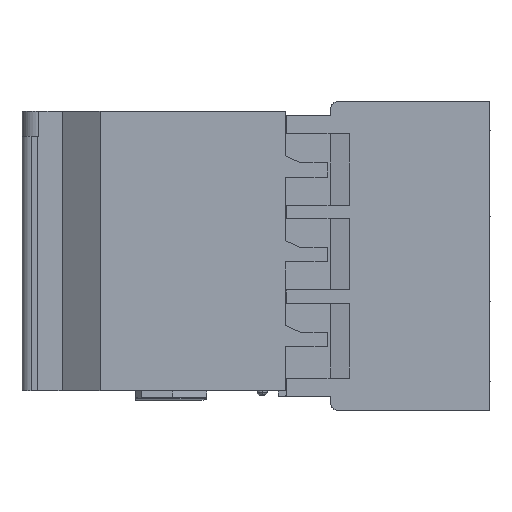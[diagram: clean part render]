
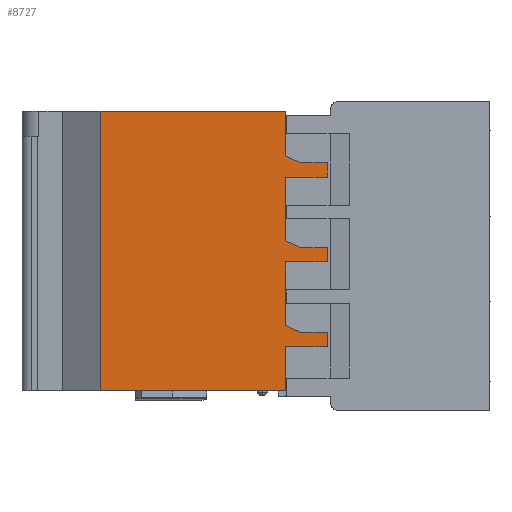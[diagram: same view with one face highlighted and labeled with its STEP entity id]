
A CAD part, front view. The second image highlights one B-rep face of the part: STEP entity #8727.
In plain terms, the highlighted planar face has unit normal (0, -1, 0).
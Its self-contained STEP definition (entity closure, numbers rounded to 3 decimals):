
#8727=ADVANCED_FACE('',(#10606),#9787,.T.);
#9787=PLANE('',#28584);
#10606=FACE_OUTER_BOUND('',#11656,.T.);
#11656=EDGE_LOOP('',(#13492,#13493,#13494,#13495,#13496,#13497,#13498,#13499,
#13500,#13501,#13502,#13503,#13504,#13505,#13506,#13507,#13508,#13509,#13510));
#13492=ORIENTED_EDGE('',*,*,#21023,.F.);
#13493=ORIENTED_EDGE('',*,*,#21024,.F.);
#13494=ORIENTED_EDGE('',*,*,#21025,.F.);
#13495=ORIENTED_EDGE('',*,*,#20958,.F.);
#13496=ORIENTED_EDGE('',*,*,#20955,.F.);
#13497=ORIENTED_EDGE('',*,*,#21026,.F.);
#13498=ORIENTED_EDGE('',*,*,#21027,.F.);
#13499=ORIENTED_EDGE('',*,*,#21028,.F.);
#13500=ORIENTED_EDGE('',*,*,#21029,.T.);
#13501=ORIENTED_EDGE('',*,*,#21030,.F.);
#13502=ORIENTED_EDGE('',*,*,#21031,.F.);
#13503=ORIENTED_EDGE('',*,*,#21032,.F.);
#13504=ORIENTED_EDGE('',*,*,#20942,.F.);
#13505=ORIENTED_EDGE('',*,*,#20941,.F.);
#13506=ORIENTED_EDGE('',*,*,#21033,.F.);
#13507=ORIENTED_EDGE('',*,*,#21034,.F.);
#13508=ORIENTED_EDGE('',*,*,#21035,.F.);
#13509=ORIENTED_EDGE('',*,*,#20951,.F.);
#13510=ORIENTED_EDGE('',*,*,#20948,.F.);
#18849=VERTEX_POINT('',#36090);
#18851=VERTEX_POINT('',#36094);
#18852=VERTEX_POINT('',#36098);
#18855=VERTEX_POINT('',#36105);
#18857=VERTEX_POINT('',#36109);
#18858=VERTEX_POINT('',#36113);
#18861=VERTEX_POINT('',#36120);
#18863=VERTEX_POINT('',#36124);
#18864=VERTEX_POINT('',#36128);
#18901=VERTEX_POINT('',#36257);
#18902=VERTEX_POINT('',#36259);
#18903=VERTEX_POINT('',#36262);
#18904=VERTEX_POINT('',#36264);
#18905=VERTEX_POINT('',#36266);
#18906=VERTEX_POINT('',#36268);
#18907=VERTEX_POINT('',#36270);
#18908=VERTEX_POINT('',#36272);
#18909=VERTEX_POINT('',#36275);
#18910=VERTEX_POINT('',#36277);
#20941=EDGE_CURVE('',#18851,#18849,#23884,.T.);
#20942=EDGE_CURVE('',#18849,#18852,#23885,.T.);
#20948=EDGE_CURVE('',#18857,#18855,#23891,.T.);
#20951=EDGE_CURVE('',#18855,#18858,#23894,.T.);
#20955=EDGE_CURVE('',#18863,#18861,#23898,.T.);
#20958=EDGE_CURVE('',#18861,#18864,#23901,.T.);
#21023=EDGE_CURVE('',#18901,#18857,#23965,.T.);
#21024=EDGE_CURVE('',#18902,#18901,#23966,.T.);
#21025=EDGE_CURVE('',#18864,#18902,#23967,.T.);
#21026=EDGE_CURVE('',#18903,#18863,#23968,.T.);
#21027=EDGE_CURVE('',#18904,#18903,#23969,.T.);
#21028=EDGE_CURVE('',#18905,#18904,#23970,.T.);
#21029=EDGE_CURVE('',#18905,#18906,#23971,.T.);
#21030=EDGE_CURVE('',#18907,#18906,#23972,.T.);
#21031=EDGE_CURVE('',#18908,#18907,#23973,.T.);
#21032=EDGE_CURVE('',#18852,#18908,#23974,.T.);
#21033=EDGE_CURVE('',#18909,#18851,#23975,.T.);
#21034=EDGE_CURVE('',#18910,#18909,#23976,.T.);
#21035=EDGE_CURVE('',#18858,#18910,#23977,.T.);
#23884=LINE('',#36095,#26304);
#23885=LINE('',#36097,#26305);
#23891=LINE('',#36110,#26311);
#23894=LINE('',#36116,#26314);
#23898=LINE('',#36125,#26318);
#23901=LINE('',#36131,#26321);
#23965=LINE('',#36256,#26385);
#23966=LINE('',#36258,#26386);
#23967=LINE('',#36260,#26387);
#23968=LINE('',#36261,#26388);
#23969=LINE('',#36263,#26389);
#23970=LINE('',#36265,#26390);
#23971=LINE('',#36267,#26391);
#23972=LINE('',#36269,#26392);
#23973=LINE('',#36271,#26393);
#23974=LINE('',#36273,#26394);
#23975=LINE('',#36274,#26395);
#23976=LINE('',#36276,#26396);
#23977=LINE('',#36278,#26397);
#26304=VECTOR('',#30501,1.);
#26305=VECTOR('',#30504,1.);
#26311=VECTOR('',#30512,1.);
#26314=VECTOR('',#30517,1.);
#26318=VECTOR('',#30523,1.);
#26321=VECTOR('',#30528,1.);
#26385=VECTOR('',#30644,1.);
#26386=VECTOR('',#30645,1.);
#26387=VECTOR('',#30646,1.);
#26388=VECTOR('',#30647,1.);
#26389=VECTOR('',#30648,1.);
#26390=VECTOR('',#30649,1.);
#26391=VECTOR('',#30650,1.);
#26392=VECTOR('',#30651,1.);
#26393=VECTOR('',#30652,1.);
#26394=VECTOR('',#30653,1.);
#26395=VECTOR('',#30654,1.);
#26396=VECTOR('',#30655,1.);
#26397=VECTOR('',#30656,1.);
#28584=AXIS2_PLACEMENT_3D('',#36279,#30657,#30658);
#30501=DIRECTION('',(1.,0.,0.));
#30504=DIRECTION('',(0.,0.,-1.));
#30512=DIRECTION('',(1.,0.,0.));
#30517=DIRECTION('',(0.,0.,-1.));
#30523=DIRECTION('',(1.,0.,0.));
#30528=DIRECTION('',(0.,0.,-1.));
#30644=DIRECTION('',(0.914,0.,-0.406));
#30645=DIRECTION('',(0.,0.,-1.));
#30646=DIRECTION('',(-1.,0.,0.));
#30647=DIRECTION('',(0.914,0.,-0.406));
#30648=DIRECTION('',(0.,0.,-1.));
#30649=DIRECTION('',(1.,0.,0.));
#30650=DIRECTION('',(0.,0.,-1.));
#30651=DIRECTION('',(-1.,0.,0.));
#30652=DIRECTION('',(0.,0.,-1.));
#30653=DIRECTION('',(-1.,0.,0.));
#30654=DIRECTION('',(0.914,0.,-0.406));
#30655=DIRECTION('',(0.,0.,-1.));
#30656=DIRECTION('',(-1.,0.,0.));
#30657=DIRECTION('',(0.,-1.,0.));
#30658=DIRECTION('',(-1.,0.,0.));
#36090=CARTESIAN_POINT('',(38.182,2.585,-26.55));
#36094=CARTESIAN_POINT('',(36.623,2.585,-26.55));
#36095=CARTESIAN_POINT('',(36.623,2.585,-26.55));
#36097=CARTESIAN_POINT('',(38.182,2.585,-26.55));
#36098=CARTESIAN_POINT('',(38.182,2.585,-27.4));
#36105=CARTESIAN_POINT('',(38.182,2.585,-21.55));
#36109=CARTESIAN_POINT('',(36.623,2.585,-21.55));
#36110=CARTESIAN_POINT('',(36.623,2.585,-21.55));
#36113=CARTESIAN_POINT('',(38.182,2.585,-22.4));
#36116=CARTESIAN_POINT('',(38.182,2.585,-21.55));
#36120=CARTESIAN_POINT('',(38.182,2.585,-16.55));
#36124=CARTESIAN_POINT('',(36.623,2.585,-16.55));
#36125=CARTESIAN_POINT('',(36.623,2.585,-16.55));
#36128=CARTESIAN_POINT('',(38.182,2.585,-17.4));
#36131=CARTESIAN_POINT('',(38.182,2.585,-16.55));
#36256=CARTESIAN_POINT('',(35.722,2.585,-21.149));
#36257=CARTESIAN_POINT('',(35.722,2.585,-21.149));
#36258=CARTESIAN_POINT('',(35.722,2.585,-30.));
#36259=CARTESIAN_POINT('',(35.722,2.585,-17.4));
#36260=CARTESIAN_POINT('',(38.182,2.585,-17.4));
#36261=CARTESIAN_POINT('',(35.722,2.585,-16.149));
#36262=CARTESIAN_POINT('',(35.722,2.585,-16.149));
#36263=CARTESIAN_POINT('',(35.722,2.585,-30.));
#36264=CARTESIAN_POINT('',(35.722,2.585,-13.5));
#36265=CARTESIAN_POINT('',(24.782,2.585,-13.5));
#36266=CARTESIAN_POINT('',(24.782,2.585,-13.5));
#36267=CARTESIAN_POINT('',(24.782,2.585,-15.));
#36268=CARTESIAN_POINT('',(24.782,2.585,-30.));
#36269=CARTESIAN_POINT('',(35.722,2.585,-30.));
#36270=CARTESIAN_POINT('',(35.722,2.585,-30.));
#36271=CARTESIAN_POINT('',(35.722,2.585,-30.));
#36272=CARTESIAN_POINT('',(35.722,2.585,-27.4));
#36273=CARTESIAN_POINT('',(38.182,2.585,-27.4));
#36274=CARTESIAN_POINT('',(35.722,2.585,-26.149));
#36275=CARTESIAN_POINT('',(35.722,2.585,-26.149));
#36276=CARTESIAN_POINT('',(35.722,2.585,-30.));
#36277=CARTESIAN_POINT('',(35.722,2.585,-22.4));
#36278=CARTESIAN_POINT('',(38.182,2.585,-22.4));
#36279=CARTESIAN_POINT('',(24.782,2.585,-14.9));
